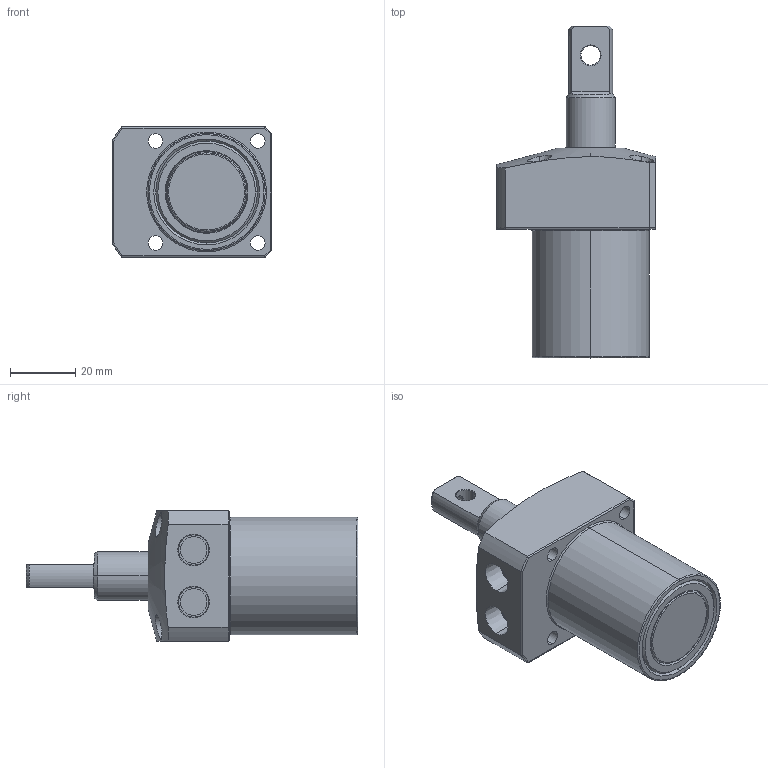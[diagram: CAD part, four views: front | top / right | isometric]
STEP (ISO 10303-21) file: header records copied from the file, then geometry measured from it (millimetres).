
FILE_DESCRIPTION (( 'STEP AP203' ), '1' );
FILE_NAME ('LHA0360-S-P.STEP', '2019-09-24T02:42:40', ( '微软用户' ), ( '微软中国' ), 'SwSTEP 2.0', 'SolidWorks 2012', '' );
FILE_SCHEMA (( 'CONFIG_CONTROL_DESIGN' ));
Length unit declared in the file: millimetre
Products named in the file (4): LHA0360-S-P; LHA0360-楓羔_蹬怮椔); LHA0360-咂衝椳紕溽_rev1; LHA0360-槭暌滀S(蹬怮椔)
Assembly tree (3 placements, depth 2):
  LHA0360-S-P
    LHA0360-槭暌滀S(蹬怮椔)
    LHA0360-咂衝椳紕溽_rev1
    LHA0360-楓羔_蹬怮椔)
Bounding box: 49 x 102 x 40 mm (x, y, z)
Volume: 86187.2 mm3; surface area: 17861.4 mm2
Topology: 3 solids, 3 shells, 115 faces, 261 edges, 165 vertices
Faces by surface type: cylinder 49, plane 31, cone 25, bspline 10
Entity records: 4300 total; most frequent: CARTESIAN_POINT 1322, DIRECTION 552, ORIENTED_EDGE 522, EDGE_CURVE 261, AXIS2_PLACEMENT_3D 230, VERTEX_POINT 165, EDGE_LOOP 140, CIRCLE 119
